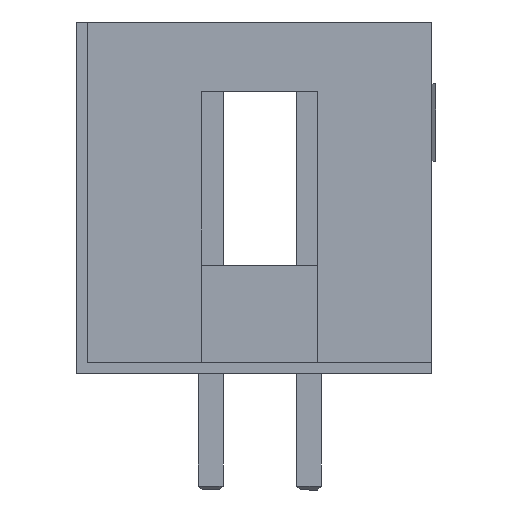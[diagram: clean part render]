
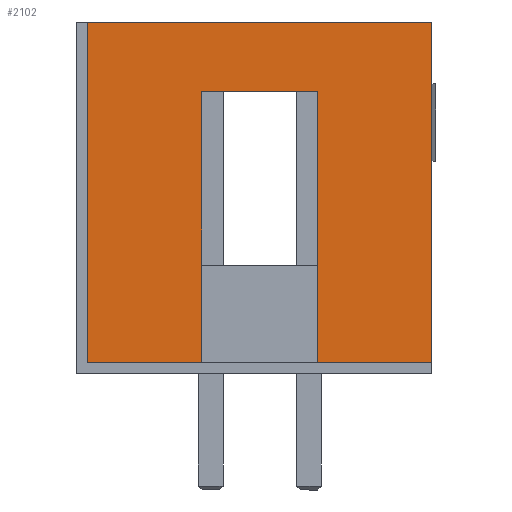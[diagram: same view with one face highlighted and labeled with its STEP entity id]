
A CAD part, left-side view. The second image highlights one B-rep face of the part: STEP entity #2102.
In plain terms, the highlighted planar face has unit normal (-1, 0, 0).
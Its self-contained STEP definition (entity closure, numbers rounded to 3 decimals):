
#1763 = EDGE_CURVE ( 'NONE', #11718, #11717, #16660, .T. ) ;
#1960 = ORIENTED_EDGE ( 'NONE', *, *, #27177, .F. ) ;
#1962 = ORIENTED_EDGE ( 'NONE', *, *, #27176, .F. ) ;
#1963 = ORIENTED_EDGE ( 'NONE', *, *, #27147, .F. ) ;
#1964 = ORIENTED_EDGE ( 'NONE', *, *, #1763, .T. ) ;
#1965 = ORIENTED_EDGE ( 'NONE', *, *, #27143, .F. ) ;
#1966 = ORIENTED_EDGE ( 'NONE', *, *, #27174, .T. ) ;
#1967 = ORIENTED_EDGE ( 'NONE', *, *, #27175, .T. ) ;
#1987 = ORIENTED_EDGE ( 'NONE', *, *, #6111, .F. ) ;
#2102 = ADVANCED_FACE ( 'NONE', ( #4978 ), #18706, .T. ) ;
#3833 = VECTOR ( 'NONE', #16662, 1000. ) ;
#4978 = FACE_OUTER_BOUND ( 'NONE', #11937, .T. ) ;
#4980 = AXIS2_PLACEMENT_3D ( 'NONE', #18707, #18708, #18709 ) ;
#6111 = EDGE_CURVE ( 'NONE', #11657, #11653, #22537, .T. ) ;
#6985 = VERTEX_POINT ( 'NONE', #22725 ) ;
#6986 = VERTEX_POINT ( 'NONE', #22726 ) ;
#7043 = VERTEX_POINT ( 'NONE', #22783 ) ;
#7046 = VERTEX_POINT ( 'NONE', #22786 ) ;
#8507 = VECTOR ( 'NONE', #22539, 1000. ) ;
#9468 = VECTOR ( 'NONE', #26266, 1000. ) ;
#9472 = VECTOR ( 'NONE', #26278, 1000. ) ;
#9558 = VECTOR ( 'NONE', #26359, 1000. ) ;
#9561 = VECTOR ( 'NONE', #26362, 1000. ) ;
#9565 = VECTOR ( 'NONE', #26365, 1000. ) ;
#9568 = VECTOR ( 'NONE', #26368, 1000. ) ;
#11653 = VERTEX_POINT ( 'NONE', #23691 ) ;
#11657 = VERTEX_POINT ( 'NONE', #23695 ) ;
#11717 = VERTEX_POINT ( 'NONE', #23755 ) ;
#11718 = VERTEX_POINT ( 'NONE', #23756 ) ;
#11937 = EDGE_LOOP ( 'NONE', ( #1967, #1965, #1987, #1966, #1964, #1963, #1962, #1960 ) ) ;
#16660 = LINE ( 'NONE', #16661, #3833 ) ;
#16661 = CARTESIAN_POINT ( 'NONE',  ( -5.17, 5.72, 9.1 ) ) ;
#16662 = DIRECTION ( 'NONE',  ( 0., 0., -1. ) ) ;
#18706 = PLANE ( 'NONE',  #4980 ) ;
#18707 = CARTESIAN_POINT ( 'NONE',  ( -5.17, -3.18, 9.1 ) ) ;
#18708 = DIRECTION ( 'NONE',  ( -1., 0., 0. ) ) ;
#18709 = DIRECTION ( 'NONE',  ( 0., -1., 0. ) ) ;
#22537 = LINE ( 'NONE', #22538, #8507 ) ;
#22538 = CARTESIAN_POINT ( 'NONE',  ( -5.17, -3.18, 9.1 ) ) ;
#22539 = DIRECTION ( 'NONE',  ( 0., 0., -1. ) ) ;
#22725 = CARTESIAN_POINT ( 'NONE',  ( -5.17, 2.77, 7.3 ) ) ;
#22726 = CARTESIAN_POINT ( 'NONE',  ( -5.17, -0.23, 7.3 ) ) ;
#22783 = CARTESIAN_POINT ( 'NONE',  ( -5.17, 2.77, 0.3 ) ) ;
#22786 = CARTESIAN_POINT ( 'NONE',  ( -5.17, -0.23, 0.3 ) ) ;
#23691 = CARTESIAN_POINT ( 'NONE',  ( -5.17, -3.18, 0.3 ) ) ;
#23695 = CARTESIAN_POINT ( 'NONE',  ( -5.17, -3.18, 9.1 ) ) ;
#23755 = CARTESIAN_POINT ( 'NONE',  ( -5.17, 5.72, 0.3 ) ) ;
#23756 = CARTESIAN_POINT ( 'NONE',  ( -5.17, 5.72, 9.1 ) ) ;
#26264 = LINE ( 'NONE', #26265, #9468 ) ;
#26265 = CARTESIAN_POINT ( 'NONE',  ( -5.17, -3.18, 0.3 ) ) ;
#26266 = DIRECTION ( 'NONE',  ( 0., 1., 0. ) ) ;
#26276 = LINE ( 'NONE', #26277, #9472 ) ;
#26277 = CARTESIAN_POINT ( 'NONE',  ( -5.17, -3.18, 0.3 ) ) ;
#26278 = DIRECTION ( 'NONE',  ( 0., 1., 0. ) ) ;
#26357 = LINE ( 'NONE', #26358, #9558 ) ;
#26358 = CARTESIAN_POINT ( 'NONE',  ( -5.17, -3.18, 9.1 ) ) ;
#26359 = DIRECTION ( 'NONE',  ( 0., 1., 0. ) ) ;
#26360 = LINE ( 'NONE', #26361, #9561 ) ;
#26361 = CARTESIAN_POINT ( 'NONE',  ( -5.17, -0.23, 7.3 ) ) ;
#26362 = DIRECTION ( 'NONE',  ( 0., 0., -1. ) ) ;
#26363 = LINE ( 'NONE', #26364, #9565 ) ;
#26364 = CARTESIAN_POINT ( 'NONE',  ( -5.17, 2.77, 7.3 ) ) ;
#26365 = DIRECTION ( 'NONE',  ( 0., 0., -1. ) ) ;
#26366 = LINE ( 'NONE', #26367, #9568 ) ;
#26367 = CARTESIAN_POINT ( 'NONE',  ( -5.17, 0., 7.3 ) ) ;
#26368 = DIRECTION ( 'NONE',  ( 0., 1., 0. ) ) ;
#27143 = EDGE_CURVE ( 'NONE', #11653, #7046, #26264, .T. ) ;
#27147 = EDGE_CURVE ( 'NONE', #7043, #11717, #26276, .T. ) ;
#27174 = EDGE_CURVE ( 'NONE', #11657, #11718, #26357, .T. ) ;
#27175 = EDGE_CURVE ( 'NONE', #6986, #7046, #26360, .T. ) ;
#27176 = EDGE_CURVE ( 'NONE', #6985, #7043, #26363, .T. ) ;
#27177 = EDGE_CURVE ( 'NONE', #6986, #6985, #26366, .T. ) ;
